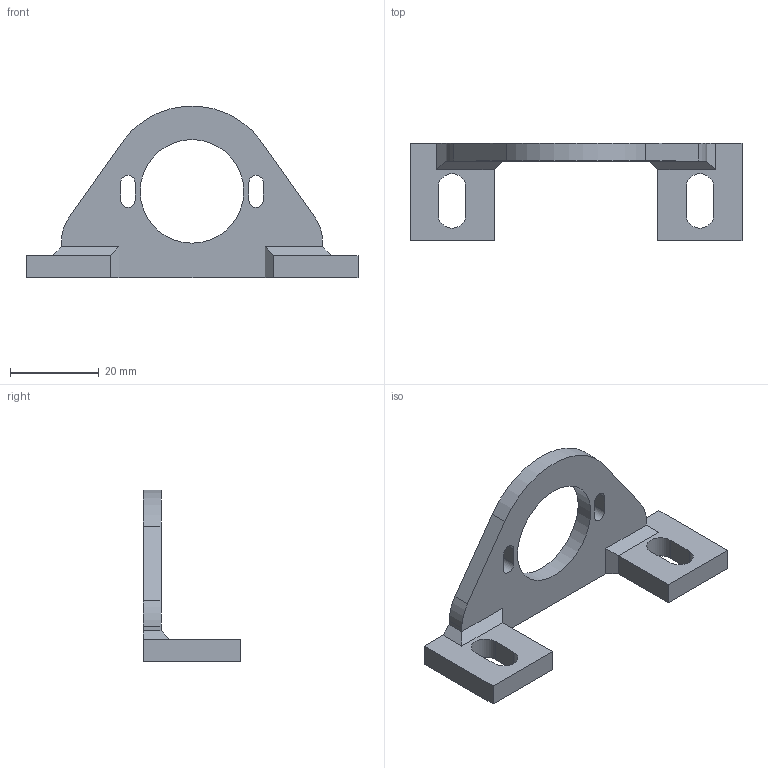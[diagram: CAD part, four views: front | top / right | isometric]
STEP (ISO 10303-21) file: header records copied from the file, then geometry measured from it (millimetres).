
FILE_DESCRIPTION(/* description */ (''),/* implementation_level */ '2;1');
FILE_NAME(/* name */ 'base_01 v15.step',/* time_stamp */ '2024-07-12T08:49:14-10:00',/* author */ (''),/* organization */ (''),/* preprocessor_version */ 'ST-DEVELOPER v20',/* originating_system */ 'Autodesk Translation Framework v13.14.0.145',/* authorisation */ '');
FILE_SCHEMA (('AUTOMOTIVE_DESIGN { 1 0 10303 214 3 1 1 }'));
Length unit declared in the file: millimetre
Products named in the file (1): base_01
Bounding box: 75 x 22 x 38.73 mm (x, y, z)
Volume: 8124.9 mm3; surface area: 5619.4 mm2
Topology: 1 solids, 1 shells, 41 faces, 113 edges, 74 vertices
Faces by surface type: plane 29, cylinder 12
Full cylindrical faces by diameter (mm): 23.4 x1
Entity records: 1341 total; most frequent: CARTESIAN_POINT 229, ORIENTED_EDGE 226, DIRECTION 221, EDGE_CURVE 113, LINE 89, VECTOR 89, VERTEX_POINT 74, AXIS2_PLACEMENT_3D 66
